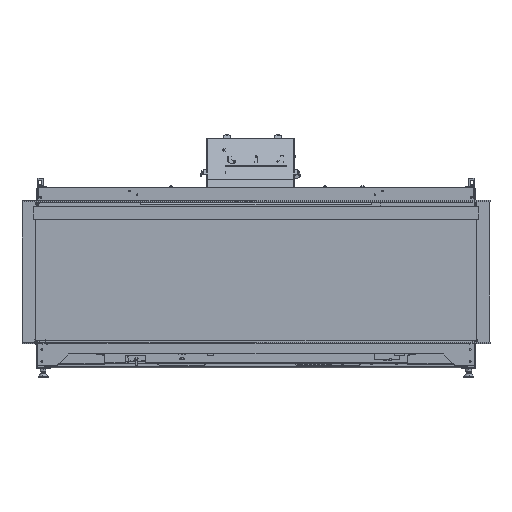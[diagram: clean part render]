
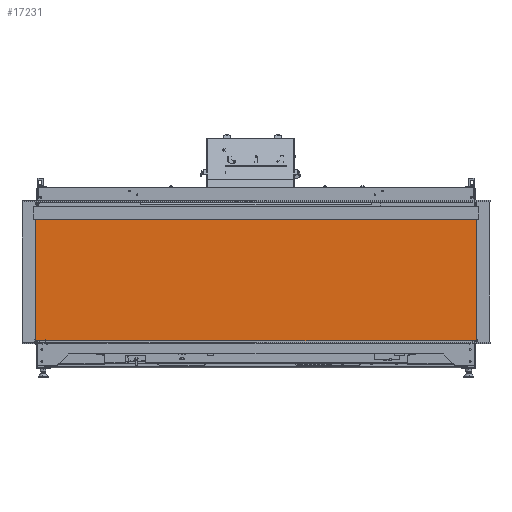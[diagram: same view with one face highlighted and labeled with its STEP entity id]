
A CAD part, top view. The second image highlights one B-rep face of the part: STEP entity #17231.
In plain terms, the highlighted planar face has unit normal (0, 0, 1).
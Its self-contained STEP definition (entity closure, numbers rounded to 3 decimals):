
#469 = DIRECTION ( 'NONE',  ( 1., 0., 0. ) ) ;
#692 = LINE ( 'NONE', #79033, #77368 ) ;
#3275 = ORIENTED_EDGE ( 'NONE', *, *, #58888, .T. ) ;
#5247 = DIRECTION ( 'NONE',  ( 0., 0., 1. ) ) ;
#6166 = AXIS2_PLACEMENT_3D ( 'NONE', #57753, #5247, #44395 ) ;
#6732 = ORIENTED_EDGE ( 'NONE', *, *, #19794, .T. ) ;
#7617 = VERTEX_POINT ( 'NONE', #16784 ) ;
#16784 = CARTESIAN_POINT ( 'NONE',  ( 658.8, 876., -6.5 ) ) ;
#17231 = ADVANCED_FACE ( 'NONE', ( #48396 ), #29018, .T. ) ;
#19794 = EDGE_CURVE ( 'NONE', #82042, #80388, #21905, .T. ) ;
#21905 = LINE ( 'NONE', #75657, #58708 ) ;
#28432 = CARTESIAN_POINT ( 'NONE',  ( 658.8, 0., -6.5 ) ) ;
#29018 = PLANE ( 'NONE',  #6166 ) ;
#32340 = LINE ( 'NONE', #67488, #66249 ) ;
#33684 = CARTESIAN_POINT ( 'NONE',  ( -659.2, 508., -6.5 ) ) ;
#41229 = CARTESIAN_POINT ( 'NONE',  ( 658.8, 508., -6.5 ) ) ;
#44395 = DIRECTION ( 'NONE',  ( 1., 0., 0. ) ) ;
#48144 = DIRECTION ( 'NONE',  ( 0., -1., 0. ) ) ;
#48396 = FACE_OUTER_BOUND ( 'NONE', #52698, .T. ) ;
#52698 = EDGE_LOOP ( 'NONE', ( #6732, #3275, #68895, #55514 ) ) ;
#55514 = ORIENTED_EDGE ( 'NONE', *, *, #59305, .T. ) ;
#55557 = DIRECTION ( 'NONE',  ( 0., -1., 0. ) ) ;
#57753 = CARTESIAN_POINT ( 'NONE',  ( -0.2, 0., -6.5 ) ) ;
#58708 = VECTOR ( 'NONE', #48144, 1000. ) ;
#58856 = VERTEX_POINT ( 'NONE', #41229 ) ;
#58888 = EDGE_CURVE ( 'NONE', #80388, #58856, #32340, .T. ) ;
#59305 = EDGE_CURVE ( 'NONE', #7617, #82042, #692, .T. ) ;
#66249 = VECTOR ( 'NONE', #469, 1000. ) ;
#67469 = VECTOR ( 'NONE', #55557, 1000. ) ;
#67488 = CARTESIAN_POINT ( 'NONE',  ( -0.2, 508., -6.5 ) ) ;
#68856 = CARTESIAN_POINT ( 'NONE',  ( -659.2, 876., -6.5 ) ) ;
#68895 = ORIENTED_EDGE ( 'NONE', *, *, #82859, .F. ) ;
#74906 = LINE ( 'NONE', #28432, #67469 ) ;
#75657 = CARTESIAN_POINT ( 'NONE',  ( -659.2, 0., -6.5 ) ) ;
#77368 = VECTOR ( 'NONE', #79461, 1000. ) ;
#79033 = CARTESIAN_POINT ( 'NONE',  ( -0.2, 876., -6.5 ) ) ;
#79461 = DIRECTION ( 'NONE',  ( -1., 0., 0. ) ) ;
#80388 = VERTEX_POINT ( 'NONE', #33684 ) ;
#82042 = VERTEX_POINT ( 'NONE', #68856 ) ;
#82859 = EDGE_CURVE ( 'NONE', #7617, #58856, #74906, .T. ) ;
